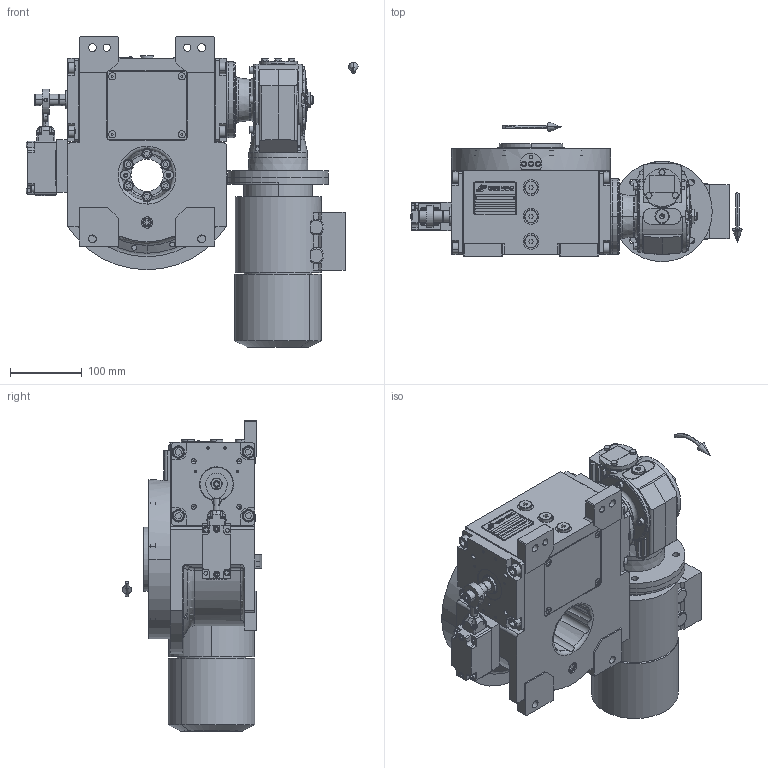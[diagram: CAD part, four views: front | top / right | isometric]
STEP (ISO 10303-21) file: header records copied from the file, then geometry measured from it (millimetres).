
FILE_DESCRIPTION (( 'STEP AP203' ), '1' );
FILE_NAME ('PC5201606.step', '2025-10-22T10:14:16', ( '' ), ( '' ), 'SwSTEP 2.0', 'SolidWorks 2020', '' );
FILE_SCHEMA (( 'CONFIG_CONTROL_DESIGN' ));
Length unit declared in the file: millimetre
Products named in the file (92): CFN2104_02_017^RIG06_005_ASM_rig06_071_06_m_asm(2)_rig06_071_06_m_asm.stp; AS_900_38_11_32_4; cfn2115_02_182; CFN2000_01_185^RIG06_005_ASM_rig06_071_06_m_asm(2)_rig06_071_06_m_asm.stp; cfn2276_01_074; cfn2115_02_165; cfn2128_04_004; cfn2003_01_054; rig06_001_a; cfn2000_01_124; cfn2107_01_001; AS_rig06_017; cfn2155_01_303; olio_agip_blasia_150; AS_cfn2000_01_168; cfn2000_01_103; 9004_2512; cfn2000_01_126; rig06_004_s_001; rig06_003_6; freccia_angolare; rig06_002_bl_003; rig06_004; RIG06_005_ASM^rig06_071_06_m_asm(2)_rig06_071_06_m_asm.stp; cfn2476_01_002_60x46; cfn2158_01_010; cfn2155_01_056; cfn2205_01_013; 900_38_30_003; cfn2000_01_161; cfn2151_01_090; rig06_017; AS_rig06_016; AS_rig06_002_bl_003; 900_38_10_49_4; rig06_071_06_m_asm.stp; cfn2070_05_005; freccia_angolare_albero; AS_rig06_071_6_m; AS_rig06_004 ...
Assembly tree (88 placements, depth 5):
  cfn2276_01_074
  cfn2115_02_165
  olio_agip_blasia_150
  cfn2158_01_010
  cfn2205_01_013
Bounding box: 463.4 x 194.5 x 432.99 mm (x, y, z)
Volume: 6590602.5 mm3; surface area: 1101431.5 mm2
Topology: 75 solids, 82 shells, 3319 faces, 8321 edges, 5339 vertices
Faces by surface type: plane 1593, cylinder 1106, cone 489, torus 119, bspline 6, sphere 6
Entity records: 111790 total; most frequent: CARTESIAN_POINT 25898, DIRECTION 16244, ORIENTED_EDGE 15538, EDGE_CURVE 7769, AXIS2_PLACEMENT_3D 5867, VERTEX_POINT 5050, VECTOR 4510, LINE 4510
